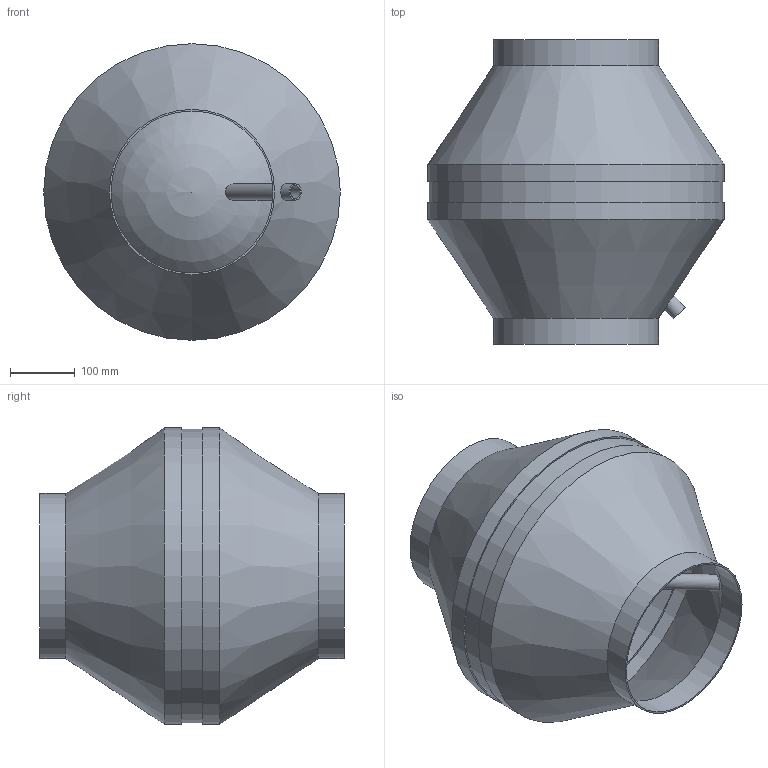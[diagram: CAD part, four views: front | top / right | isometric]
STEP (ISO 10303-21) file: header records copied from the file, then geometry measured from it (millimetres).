
FILE_DESCRIPTION( ( 'STEP AP214' ), '1' );
FILE_NAME( '3000907H.stp', '2022-01-26T09:47:43', ( 'License CC BY-ND 4.0' ), ( 'CADENAS' ), ' ', 'PARTsolutions', ' ' );
FILE_SCHEMA( ( 'AUTOMOTIVE_DESIGN { 1 0 10303 214 1 1 1 1 }' ) );
Length unit declared in the file: millimetre
Products named in the file (1): _3000907H
Bounding box: 458 x 470 x 458 mm (x, y, z)
Volume: 1894765.4 mm3; surface area: 1522959.3 mm2
Topology: 1 solids, 1 shells, 42 faces, 125 edges, 82 vertices
Faces by surface type: plane 23, cylinder 13, cone 4, sphere 2
Full cylindrical faces by diameter (mm): 20 x1, 25 x2, 250 x2, 255 x2, 448 x1, 453 x3, 458 x2
Entity records: 2011 total; most frequent: CARTESIAN_POINT 596, DIRECTION 232, ORIENTED_EDGE 194, EDGE_CURVE 97, AXIS2_PLACEMENT_3D 96, VERTEX_POINT 75, EDGE_LOOP 70, FACE_OUTER_BOUND 55
